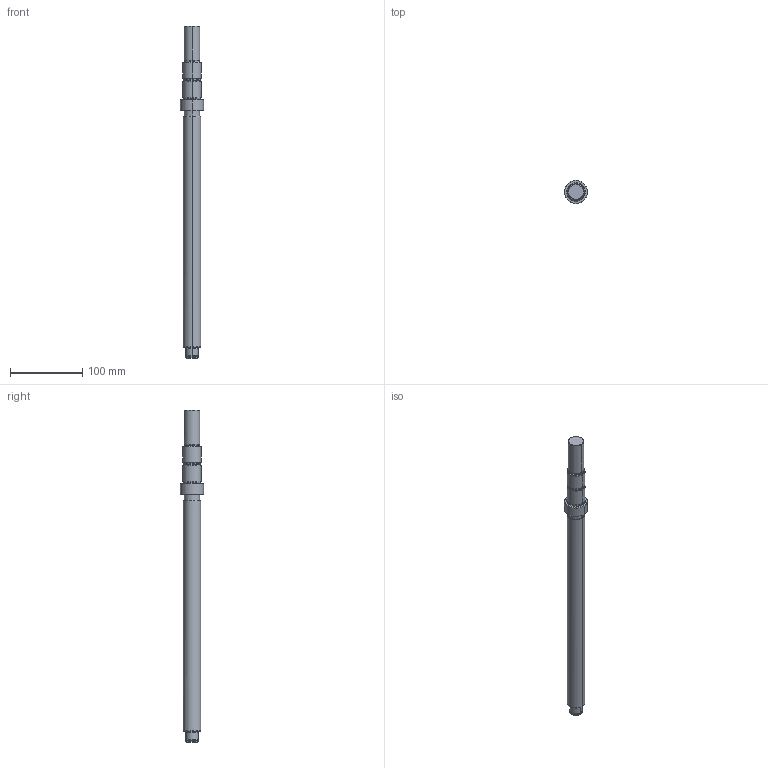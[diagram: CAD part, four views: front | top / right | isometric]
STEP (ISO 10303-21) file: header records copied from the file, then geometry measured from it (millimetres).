
FILE_DESCRIPTION(('CATIA V5 STEP Exchange'),'2;1');
FILE_NAME('surub.stp','2023-12-09T19:53:18+00:00',('none'),('none'),'CATIA Version 5 Release 21 GA (IN-10)','CATIA V5 STEP AP214','none');
FILE_SCHEMA(('AUTOMOTIVE_DESIGN { 1 0 10303 214 1 1 1 1 }'));
Length unit declared in the file: millimetre
Products named in the file (1): BASA_25X5RX3_FE_SPDL
Bounding box: 32 x 32 x 460 mm (x, y, z)
Volume: 206379.1 mm3; surface area: 38182.7 mm2
Topology: 1 solids, 2 shells, 87 faces, 185 edges, 108 vertices
Faces by surface type: cylinder 30, cone 28, torus 16, plane 13
Entity records: 2584 total; most frequent: CARTESIAN_POINT 753, ORIENTED_EDGE 364, DIRECTION 335, EDGE_CURVE 185, AXIS2_PLACEMENT_3D 184, VERTEX_POINT 108, CIRCLE 96, EDGE_LOOP 95
